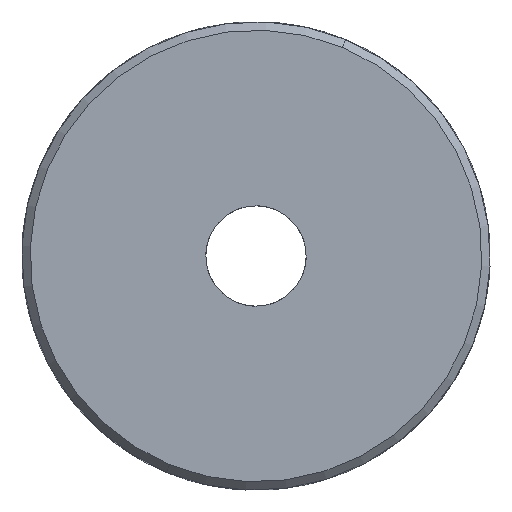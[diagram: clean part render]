
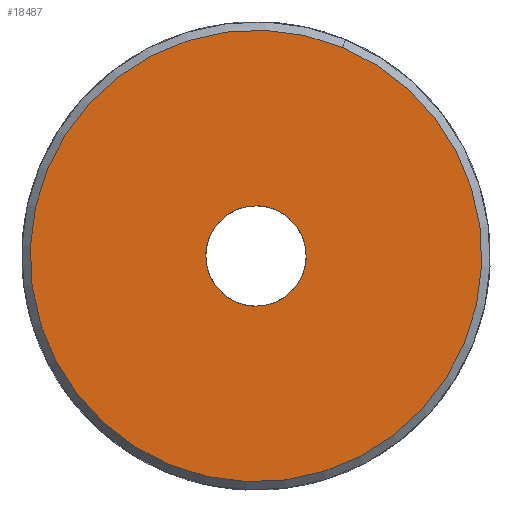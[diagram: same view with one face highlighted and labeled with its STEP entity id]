
A CAD part, left-side view. The second image highlights one B-rep face of the part: STEP entity #18487.
In plain terms, the highlighted face is planar.
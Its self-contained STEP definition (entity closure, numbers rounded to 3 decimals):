
#17901=CARTESIAN_POINT('',(0.,0.,0.));
#17902=DIRECTION('',(0.,0.,1.));
#17903=DIRECTION('',(-1.,0.,0.));
#17904=AXIS2_PLACEMENT_3D('',#17901,#17902,#17903);
#17906=CARTESIAN_POINT('',(0.,0.,0.));
#17907=DIRECTION('',(0.,0.,1.));
#17908=DIRECTION('',(1.,0.,0.));
#17909=AXIS2_PLACEMENT_3D('',#17906,#17907,#17908);
#18327=CARTESIAN_POINT('',(0.,0.,0.));
#18328=DIRECTION('',(0.,0.,1.));
#18329=DIRECTION('',(-1.,0.,0.));
#18330=AXIS2_PLACEMENT_3D('',#18327,#18328,#18329);
#18336=CARTESIAN_POINT('',(0.,0.,0.));
#18337=DIRECTION('',(0.,0.,1.));
#18338=DIRECTION('',(1.,0.,0.));
#18339=AXIS2_PLACEMENT_3D('',#18336,#18337,#18338);
#18350=CARTESIAN_POINT('',(27.,0.,0.));
#18351=CARTESIAN_POINT('',(-27.,0.,0.));
#18352=VERTEX_POINT('',#18350);
#18353=VERTEX_POINT('',#18351);
#18376=CARTESIAN_POINT('',(6.,0.,0.));
#18377=CARTESIAN_POINT('',(-6.,0.,0.));
#18378=VERTEX_POINT('',#18376);
#18379=VERTEX_POINT('',#18377);
#18471=CARTESIAN_POINT('',(0.,0.,0.));
#18472=DIRECTION('',(0.,0.,1.));
#18473=DIRECTION('',(1.,0.,0.));
#18474=AXIS2_PLACEMENT_3D('',#18471,#18472,#18473);
#18475=PLANE('',#18474);
#18477=ORIENTED_EDGE('',*,*,#18476,.T.);
#18478=ORIENTED_EDGE('',*,*,#18460,.T.);
#18479=EDGE_LOOP('',(#18477,#18478));
#18480=FACE_OUTER_BOUND('',#18479,.F.);
#18482=ORIENTED_EDGE('',*,*,#18481,.F.);
#18484=ORIENTED_EDGE('',*,*,#18483,.F.);
#18485=EDGE_LOOP('',(#18482,#18484));
#18486=FACE_BOUND('',#18485,.F.);
#18487=ADVANCED_FACE('',(#18480,#18486),#18475,.F.);
#17905=CIRCLE('',#17904,27.);
#17910=CIRCLE('',#17909,27.);
#18331=CIRCLE('',#18330,6.);
#18340=CIRCLE('',#18339,6.);
#18460=EDGE_CURVE('',#18352,#18353,#17910,.T.);
#18476=EDGE_CURVE('',#18353,#18352,#17905,.T.);
#18481=EDGE_CURVE('',#18378,#18379,#18340,.T.);
#18483=EDGE_CURVE('',#18379,#18378,#18331,.T.);
